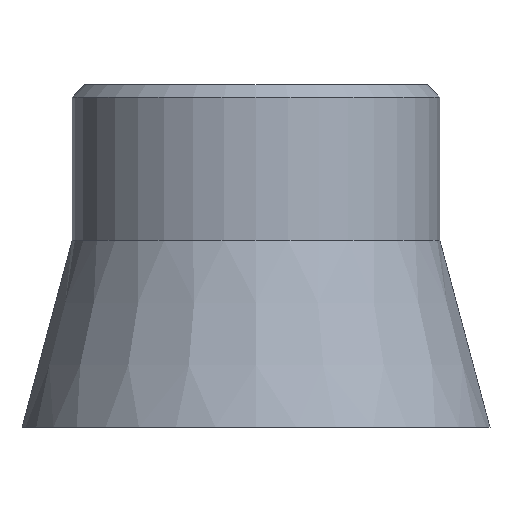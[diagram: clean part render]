
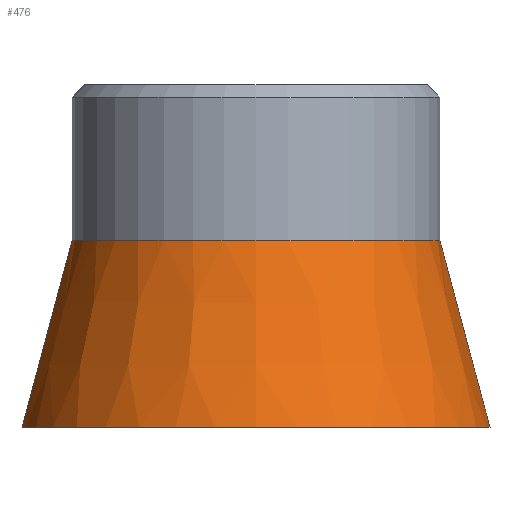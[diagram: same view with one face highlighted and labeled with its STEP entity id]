
A CAD part, left-side view. The second image highlights one B-rep face of the part: STEP entity #476.
In plain terms, the highlighted conical face has half-angle 15 degrees and reference radius 3.754 mm.
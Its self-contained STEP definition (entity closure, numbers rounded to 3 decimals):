
#3 = ORIENTED_EDGE ( 'NONE', *, *, #13, .F. ) ;
#6 = DIRECTION ( 'NONE',  ( 0., -0.966, -0.259 ) ) ;
#13 = EDGE_CURVE ( 'NONE', #105, #199, #358, .T. ) ;
#101 = CARTESIAN_POINT ( 'NONE',  ( 33.38, 9.329, -3.754 ) ) ;
#103 = EDGE_LOOP ( 'NONE', ( #3, #390, #449, #551 ) ) ;
#105 = VERTEX_POINT ( 'NONE', #547 ) ;
#106 = CONICAL_SURFACE ( 'NONE', #202, 3.754, 0.262 ) ;
#144 = CARTESIAN_POINT ( 'NONE',  ( 33.38, 9.329, -3.754 ) ) ;
#152 = DIRECTION ( 'NONE',  ( 1., 0., 0. ) ) ;
#153 = DIRECTION ( 'NONE',  ( 0., -1., 0. ) ) ;
#170 = VERTEX_POINT ( 'NONE', #101 ) ;
#172 = LINE ( 'NONE', #144, #372 ) ;
#188 = DIRECTION ( 'NONE',  ( 0., 1., 0. ) ) ;
#192 = CARTESIAN_POINT ( 'NONE',  ( 33.38, 12.329, 0. ) ) ;
#199 = VERTEX_POINT ( 'NONE', #477 ) ;
#202 = AXIS2_PLACEMENT_3D ( 'NONE', #329, #153, #410 ) ;
#216 = CIRCLE ( 'NONE', #402, 2.95 ) ;
#238 = EDGE_CURVE ( 'NONE', #170, #199, #478, .T. ) ;
#240 = DIRECTION ( 'NONE',  ( 0., -1., 0. ) ) ;
#258 = EDGE_CURVE ( 'NONE', #423, #170, #172, .T. ) ;
#320 = DIRECTION ( 'NONE',  ( 0., 0., -1. ) ) ;
#329 = CARTESIAN_POINT ( 'NONE',  ( 33.38, 9.329, 0. ) ) ;
#356 = AXIS2_PLACEMENT_3D ( 'NONE', #400, #188, #320 ) ;
#357 = EDGE_CURVE ( 'NONE', #105, #423, #216, .T. ) ;
#358 = LINE ( 'NONE', #388, #428 ) ;
#372 = VECTOR ( 'NONE', #6, 1000. ) ;
#388 = CARTESIAN_POINT ( 'NONE',  ( 33.38, 9.329, 3.754 ) ) ;
#390 = ORIENTED_EDGE ( 'NONE', *, *, #357, .T. ) ;
#400 = CARTESIAN_POINT ( 'NONE',  ( 33.38, 9.329, 0. ) ) ;
#402 = AXIS2_PLACEMENT_3D ( 'NONE', #192, #240, #152 ) ;
#410 = DIRECTION ( 'NONE',  ( 0., 0., -1. ) ) ;
#423 = VERTEX_POINT ( 'NONE', #450 ) ;
#428 = VECTOR ( 'NONE', #470, 1000. ) ;
#449 = ORIENTED_EDGE ( 'NONE', *, *, #258, .T. ) ;
#450 = CARTESIAN_POINT ( 'NONE',  ( 33.38, 12.329, -2.95 ) ) ;
#470 = DIRECTION ( 'NONE',  ( 0., -0.966, 0.259 ) ) ;
#476 = ADVANCED_FACE ( 'NONE', ( #529 ), #106, .T. ) ;
#477 = CARTESIAN_POINT ( 'NONE',  ( 33.38, 9.329, 3.754 ) ) ;
#478 = CIRCLE ( 'NONE', #356, 3.754 ) ;
#529 = FACE_OUTER_BOUND ( 'NONE', #103, .T. ) ;
#547 = CARTESIAN_POINT ( 'NONE',  ( 33.38, 12.329, 2.95 ) ) ;
#551 = ORIENTED_EDGE ( 'NONE', *, *, #238, .T. ) ;
